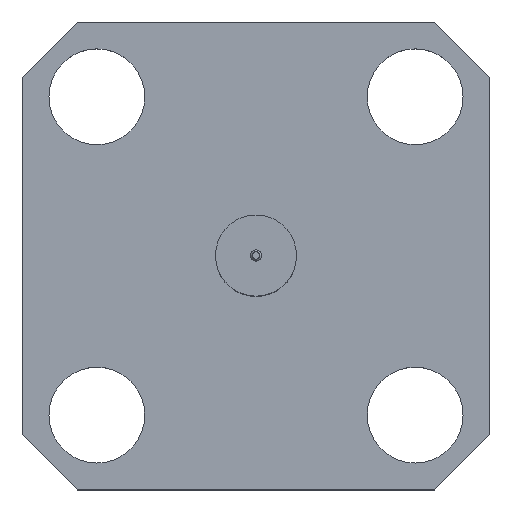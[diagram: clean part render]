
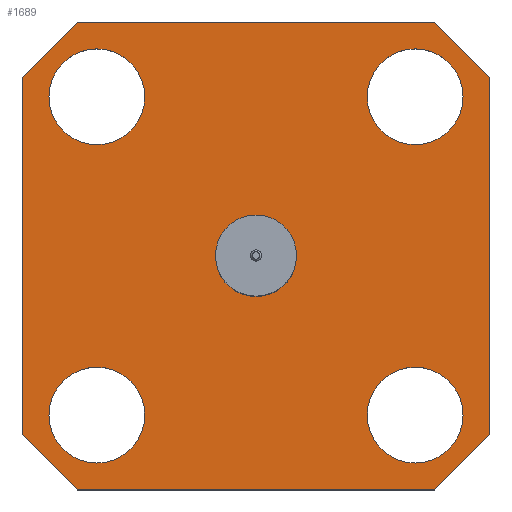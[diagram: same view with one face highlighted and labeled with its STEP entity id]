
A CAD part, top view. The second image highlights one B-rep face of the part: STEP entity #1689.
In plain terms, the highlighted planar face has unit normal (0, 0, 1).
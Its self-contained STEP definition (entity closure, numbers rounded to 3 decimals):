
#91=CARTESIAN_POINT('',(-4.32,4.32,1.5));
#92=DIRECTION('',(0.,0.,-1.));
#93=DIRECTION('',(1.,0.,0.));
#94=AXIS2_PLACEMENT_3D('',#91,#92,#93);
#96=CARTESIAN_POINT('',(-4.32,4.32,1.5));
#97=DIRECTION('',(0.,0.,-1.));
#98=DIRECTION('',(-1.,0.,0.));
#99=AXIS2_PLACEMENT_3D('',#96,#97,#98);
#101=CARTESIAN_POINT('',(4.32,4.32,1.5));
#102=DIRECTION('',(0.,0.,-1.));
#103=DIRECTION('',(1.,0.,0.));
#104=AXIS2_PLACEMENT_3D('',#101,#102,#103);
#106=CARTESIAN_POINT('',(4.32,4.32,1.5));
#107=DIRECTION('',(0.,0.,-1.));
#108=DIRECTION('',(-1.,0.,0.));
#109=AXIS2_PLACEMENT_3D('',#106,#107,#108);
#111=CARTESIAN_POINT('',(-4.32,-4.32,1.5));
#112=DIRECTION('',(0.,0.,-1.));
#113=DIRECTION('',(1.,0.,0.));
#114=AXIS2_PLACEMENT_3D('',#111,#112,#113);
#116=CARTESIAN_POINT('',(-4.32,-4.32,1.5));
#117=DIRECTION('',(0.,0.,-1.));
#118=DIRECTION('',(-1.,0.,0.));
#119=AXIS2_PLACEMENT_3D('',#116,#117,#118);
#121=CARTESIAN_POINT('',(4.32,-4.32,1.5));
#122=DIRECTION('',(0.,0.,-1.));
#123=DIRECTION('',(1.,0.,0.));
#124=AXIS2_PLACEMENT_3D('',#121,#122,#123);
#126=CARTESIAN_POINT('',(4.32,-4.32,1.5));
#127=DIRECTION('',(0.,0.,-1.));
#128=DIRECTION('',(-1.,0.,0.));
#129=AXIS2_PLACEMENT_3D('',#126,#127,#128);
#131=DIRECTION('',(-0.707,-0.707,0.));
#132=VECTOR('',#131,2.121);
#133=CARTESIAN_POINT('',(-4.85,6.35,1.5));
#134=LINE('',#133,#132);
#135=DIRECTION('',(-1.,0.,0.));
#136=VECTOR('',#135,9.7);
#137=CARTESIAN_POINT('',(4.85,6.35,1.5));
#138=LINE('',#137,#136);
#139=DIRECTION('',(-0.707,0.707,0.));
#140=VECTOR('',#139,2.121);
#141=CARTESIAN_POINT('',(6.35,4.85,1.5));
#142=LINE('',#141,#140);
#143=DIRECTION('',(0.,1.,0.));
#144=VECTOR('',#143,9.7);
#145=CARTESIAN_POINT('',(6.35,-4.85,1.5));
#146=LINE('',#145,#144);
#147=DIRECTION('',(0.707,0.707,0.));
#148=VECTOR('',#147,2.121);
#149=CARTESIAN_POINT('',(4.85,-6.35,1.5));
#150=LINE('',#149,#148);
#151=DIRECTION('',(1.,0.,0.));
#152=VECTOR('',#151,9.7);
#153=CARTESIAN_POINT('',(-4.85,-6.35,1.5));
#154=LINE('',#153,#152);
#155=DIRECTION('',(0.707,-0.707,0.));
#156=VECTOR('',#155,2.121);
#157=CARTESIAN_POINT('',(-6.35,-4.85,1.5));
#158=LINE('',#157,#156);
#159=DIRECTION('',(0.,-1.,0.));
#160=VECTOR('',#159,9.7);
#161=CARTESIAN_POINT('',(-6.35,4.85,1.5));
#162=LINE('',#161,#160);
#163=CARTESIAN_POINT('',(0.,0.,1.5));
#164=DIRECTION('',(0.,0.,1.));
#165=DIRECTION('',(0.,-1.,0.));
#166=AXIS2_PLACEMENT_3D('',#163,#164,#165);
#168=CARTESIAN_POINT('',(0.,0.,1.5));
#169=DIRECTION('',(0.,0.,1.));
#170=DIRECTION('',(0.,1.,0.));
#171=AXIS2_PLACEMENT_3D('',#168,#169,#170);
#1394=CARTESIAN_POINT('',(-3.02,4.32,1.5));
#1395=CARTESIAN_POINT('',(-5.62,4.32,1.5));
#1396=VERTEX_POINT('',#1394);
#1397=VERTEX_POINT('',#1395);
#1398=CARTESIAN_POINT('',(5.62,4.32,1.5));
#1399=CARTESIAN_POINT('',(3.02,4.32,1.5));
#1400=VERTEX_POINT('',#1398);
#1401=VERTEX_POINT('',#1399);
#1402=CARTESIAN_POINT('',(-3.02,-4.32,1.5));
#1403=CARTESIAN_POINT('',(-5.62,-4.32,1.5));
#1404=VERTEX_POINT('',#1402);
#1405=VERTEX_POINT('',#1403);
#1406=CARTESIAN_POINT('',(5.62,-4.32,1.5));
#1407=CARTESIAN_POINT('',(3.02,-4.32,1.5));
#1408=VERTEX_POINT('',#1406);
#1409=VERTEX_POINT('',#1407);
#1410=CARTESIAN_POINT('',(-4.85,6.35,1.5));
#1411=CARTESIAN_POINT('',(-6.35,4.85,1.5));
#1412=VERTEX_POINT('',#1410);
#1413=VERTEX_POINT('',#1411);
#1414=CARTESIAN_POINT('',(-6.35,-4.85,1.5));
#1415=VERTEX_POINT('',#1414);
#1416=CARTESIAN_POINT('',(-4.85,-6.35,1.5));
#1417=VERTEX_POINT('',#1416);
#1418=CARTESIAN_POINT('',(4.85,-6.35,1.5));
#1419=VERTEX_POINT('',#1418);
#1420=CARTESIAN_POINT('',(6.35,-4.85,1.5));
#1421=VERTEX_POINT('',#1420);
#1422=CARTESIAN_POINT('',(6.35,4.85,1.5));
#1423=VERTEX_POINT('',#1422);
#1424=CARTESIAN_POINT('',(4.85,6.35,1.5));
#1425=VERTEX_POINT('',#1424);
#1430=CARTESIAN_POINT('',(0.,-1.1,1.5));
#1431=CARTESIAN_POINT('',(0.,1.1,1.5));
#1432=VERTEX_POINT('',#1430);
#1433=VERTEX_POINT('',#1431);
#1638=CARTESIAN_POINT('',(0.,0.,1.5));
#1639=DIRECTION('',(0.,0.,1.));
#1640=DIRECTION('',(1.,0.,0.));
#1641=AXIS2_PLACEMENT_3D('',#1638,#1639,#1640);
#1642=PLANE('',#1641);
#1644=ORIENTED_EDGE('',*,*,#1643,.F.);
#1646=ORIENTED_EDGE('',*,*,#1645,.F.);
#1648=ORIENTED_EDGE('',*,*,#1647,.F.);
#1650=ORIENTED_EDGE('',*,*,#1649,.F.);
#1652=ORIENTED_EDGE('',*,*,#1651,.F.);
#1654=ORIENTED_EDGE('',*,*,#1653,.F.);
#1656=ORIENTED_EDGE('',*,*,#1655,.F.);
#1658=ORIENTED_EDGE('',*,*,#1657,.F.);
#1659=EDGE_LOOP('',(#1644,#1646,#1648,#1650,#1652,#1654,#1656,#1658));
#1660=FACE_OUTER_BOUND('',#1659,.F.);
#1662=ORIENTED_EDGE('',*,*,#1661,.F.);
#1664=ORIENTED_EDGE('',*,*,#1663,.F.);
#1665=EDGE_LOOP('',(#1662,#1664));
#1666=FACE_BOUND('',#1665,.F.);
#1668=ORIENTED_EDGE('',*,*,#1667,.F.);
#1670=ORIENTED_EDGE('',*,*,#1669,.F.);
#1671=EDGE_LOOP('',(#1668,#1670));
#1672=FACE_BOUND('',#1671,.F.);
#1674=ORIENTED_EDGE('',*,*,#1673,.F.);
#1676=ORIENTED_EDGE('',*,*,#1675,.F.);
#1677=EDGE_LOOP('',(#1674,#1676));
#1678=FACE_BOUND('',#1677,.F.);
#1679=ORIENTED_EDGE('',*,*,#1618,.F.);
#1680=ORIENTED_EDGE('',*,*,#1632,.F.);
#1681=EDGE_LOOP('',(#1679,#1680));
#1682=FACE_BOUND('',#1681,.F.);
#1684=ORIENTED_EDGE('',*,*,#1683,.T.);
#1686=ORIENTED_EDGE('',*,*,#1685,.T.);
#1687=EDGE_LOOP('',(#1684,#1686));
#1688=FACE_BOUND('',#1687,.F.);
#95=CIRCLE('',#94,1.3);
#100=CIRCLE('',#99,1.3);
#105=CIRCLE('',#104,1.3);
#110=CIRCLE('',#109,1.3);
#115=CIRCLE('',#114,1.3);
#120=CIRCLE('',#119,1.3);
#125=CIRCLE('',#124,1.3);
#130=CIRCLE('',#129,1.3);
#167=CIRCLE('',#166,1.1);
#172=CIRCLE('',#171,1.1);
#1618=EDGE_CURVE('',#1396,#1397,#95,.T.);
#1632=EDGE_CURVE('',#1397,#1396,#100,.T.);
#1643=EDGE_CURVE('',#1412,#1413,#134,.T.);
#1645=EDGE_CURVE('',#1425,#1412,#138,.T.);
#1647=EDGE_CURVE('',#1423,#1425,#142,.T.);
#1649=EDGE_CURVE('',#1421,#1423,#146,.T.);
#1651=EDGE_CURVE('',#1419,#1421,#150,.T.);
#1653=EDGE_CURVE('',#1417,#1419,#154,.T.);
#1655=EDGE_CURVE('',#1415,#1417,#158,.T.);
#1657=EDGE_CURVE('',#1413,#1415,#162,.T.);
#1661=EDGE_CURVE('',#1400,#1401,#105,.T.);
#1663=EDGE_CURVE('',#1401,#1400,#110,.T.);
#1667=EDGE_CURVE('',#1404,#1405,#115,.T.);
#1669=EDGE_CURVE('',#1405,#1404,#120,.T.);
#1673=EDGE_CURVE('',#1408,#1409,#125,.T.);
#1675=EDGE_CURVE('',#1409,#1408,#130,.T.);
#1683=EDGE_CURVE('',#1432,#1433,#167,.T.);
#1685=EDGE_CURVE('',#1433,#1432,#172,.T.);
#1689=ADVANCED_FACE('',(#1660,#1666,#1672,#1678,#1682,#1688),#1642,.T.);
